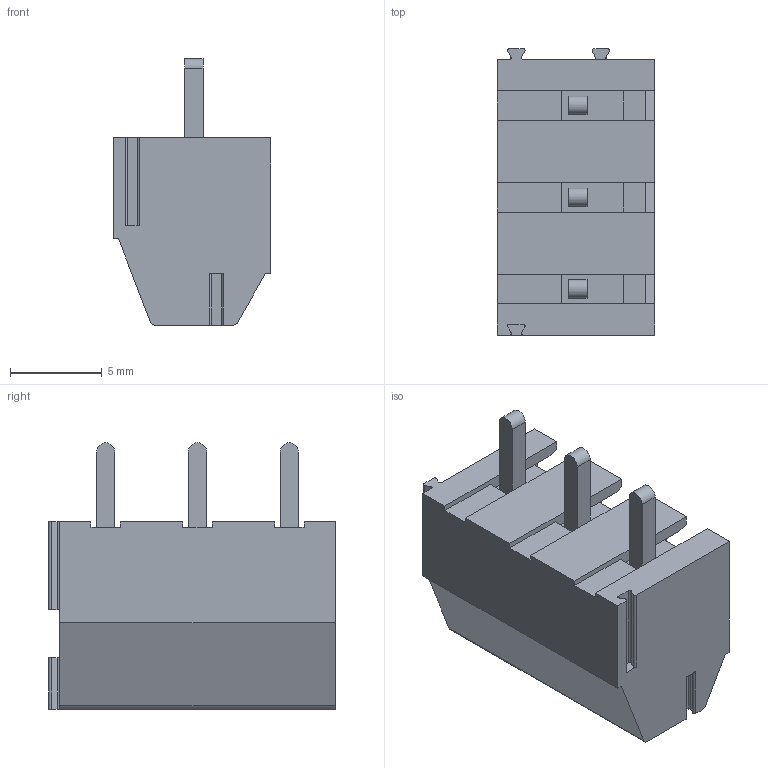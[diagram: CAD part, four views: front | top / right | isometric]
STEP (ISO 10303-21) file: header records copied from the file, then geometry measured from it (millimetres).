
FILE_DESCRIPTION( ( 'STEP AP214' ), '1' );
FILE_NAME( 'MBE153-5-V.stp', ' ', ( ' ' ), ( ' ' ), 'PSStep 14.0', 'VISI 19.0', ' ' );
FILE_SCHEMA( ( 'AUTOMOTIVE_DESIGN { 1 0 10303 214 1 1 1 1 }' ) );
Length unit declared in the file: millimetre
Products named in the file (1): 1
Bounding box: 8.6 x 15.6 x 14.5 mm (x, y, z)
Volume: 832.9 mm3; surface area: 1409 mm2
Topology: 1 solids, 4 shells, 224 faces, 606 edges, 405 vertices
Faces by surface type: plane 179, cylinder 42, torus 3
Full cylindrical faces by diameter (mm): 2.5 x3, 3.3 x3, 3.4 x3
Entity records: 8664 total; most frequent: CARTESIAN_POINT 1206, ORIENTED_EDGE 1170, DIRECTION 1143, EDGE_CURVE 585, LINE 477, VECTOR 477, VERTEX_POINT 396, AXIS2_PLACEMENT_3D 333
